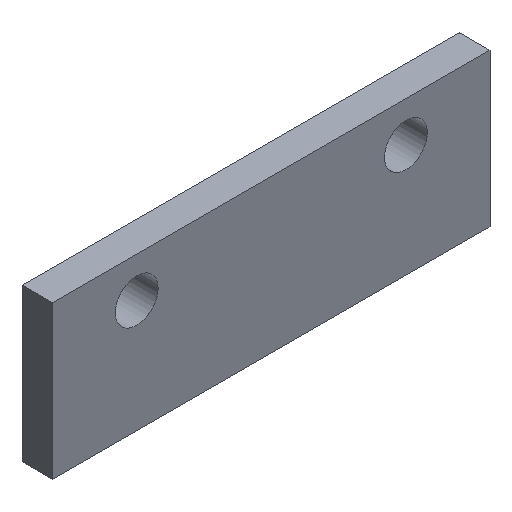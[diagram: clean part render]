
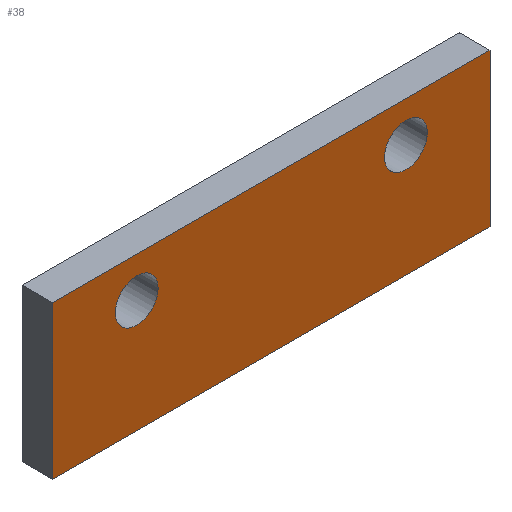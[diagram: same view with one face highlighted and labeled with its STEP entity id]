
A CAD part, isometric view. The second image highlights one B-rep face of the part: STEP entity #38.
In plain terms, the highlighted planar face has unit normal (0, -1, 0).
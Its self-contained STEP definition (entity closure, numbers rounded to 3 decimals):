
#38 = ADVANCED_FACE( '', ( #77, #78, #79 ), #80, .T. );
#77 = FACE_BOUND( '', #114, .T. );
#78 = FACE_BOUND( '', #115, .T. );
#79 = FACE_OUTER_BOUND( '', #116, .T. );
#80 = PLANE( '', #117 );
#114 = EDGE_LOOP( '', ( #157 ) );
#115 = EDGE_LOOP( '', ( #158 ) );
#116 = EDGE_LOOP( '', ( #159, #160, #161, #162 ) );
#117 = AXIS2_PLACEMENT_3D( '', #163, #164, #165 );
#157 = ORIENTED_EDGE( '', *, *, #208, .T. );
#158 = ORIENTED_EDGE( '', *, *, #210, .T. );
#159 = ORIENTED_EDGE( '', *, *, #211, .T. );
#160 = ORIENTED_EDGE( '', *, *, #197, .T. );
#161 = ORIENTED_EDGE( '', *, *, #212, .T. );
#162 = ORIENTED_EDGE( '', *, *, #213, .T. );
#163 = CARTESIAN_POINT( '', ( -35.75, 0., -12.5 ) );
#164 = DIRECTION( '', ( 0., -1., 0. ) );
#165 = DIRECTION( '', ( 0., 0., -1. ) );
#197 = EDGE_CURVE( '', #221, #222, #223, .T. );
#208 = EDGE_CURVE( '', #240, #240, #241, .T. );
#210 = EDGE_CURVE( '', #243, #243, #244, .T. );
#211 = EDGE_CURVE( '', #245, #221, #246, .T. );
#212 = EDGE_CURVE( '', #222, #247, #248, .T. );
#213 = EDGE_CURVE( '', #247, #245, #249, .T. );
#221 = VERTEX_POINT( '', #257 );
#222 = VERTEX_POINT( '', #258 );
#223 = LINE( '', #259, #260 );
#240 = VERTEX_POINT( '', #283 );
#241 = CIRCLE( '', #284, 3.5 );
#243 = VERTEX_POINT( '', #286 );
#244 = CIRCLE( '', #287, 3.5 );
#245 = VERTEX_POINT( '', #288 );
#246 = LINE( '', #289, #290 );
#247 = VERTEX_POINT( '', #291 );
#248 = LINE( '', #292, #293 );
#249 = LINE( '', #294, #295 );
#257 = CARTESIAN_POINT( '', ( -35.75, 0., -12.5 ) );
#258 = CARTESIAN_POINT( '', ( 35.75, 0., -12.5 ) );
#259 = CARTESIAN_POINT( '', ( -35.75, 0., -12.5 ) );
#260 = VECTOR( '', #304, 1000. );
#283 = CARTESIAN_POINT( '', ( -22., 0., 2.45 ) );
#284 = AXIS2_PLACEMENT_3D( '', #317, #318, #319 );
#286 = CARTESIAN_POINT( '', ( 22., 0., 2.45 ) );
#287 = AXIS2_PLACEMENT_3D( '', #320, #321, #322 );
#288 = CARTESIAN_POINT( '', ( -35.75, 0., 12.5 ) );
#289 = CARTESIAN_POINT( '', ( -35.75, 0., 12.5 ) );
#290 = VECTOR( '', #323, 1000. );
#291 = CARTESIAN_POINT( '', ( 35.75, 0., 12.5 ) );
#292 = CARTESIAN_POINT( '', ( 35.75, 0., -12.5 ) );
#293 = VECTOR( '', #324, 1000. );
#294 = CARTESIAN_POINT( '', ( 35.75, 0., 12.5 ) );
#295 = VECTOR( '', #325, 1000. );
#304 = DIRECTION( '', ( 1., 0., 0. ) );
#317 = CARTESIAN_POINT( '', ( -22., 0., 5.95 ) );
#318 = DIRECTION( '', ( 0., 1., 0. ) );
#319 = DIRECTION( '', ( 0., 0., -1. ) );
#320 = CARTESIAN_POINT( '', ( 22., 0., 5.95 ) );
#321 = DIRECTION( '', ( 0., 1., 0. ) );
#322 = DIRECTION( '', ( 0., 0., -1. ) );
#323 = DIRECTION( '', ( 0., 0., -1. ) );
#324 = DIRECTION( '', ( 0., 0., 1. ) );
#325 = DIRECTION( '', ( -1., 0., 0. ) );
